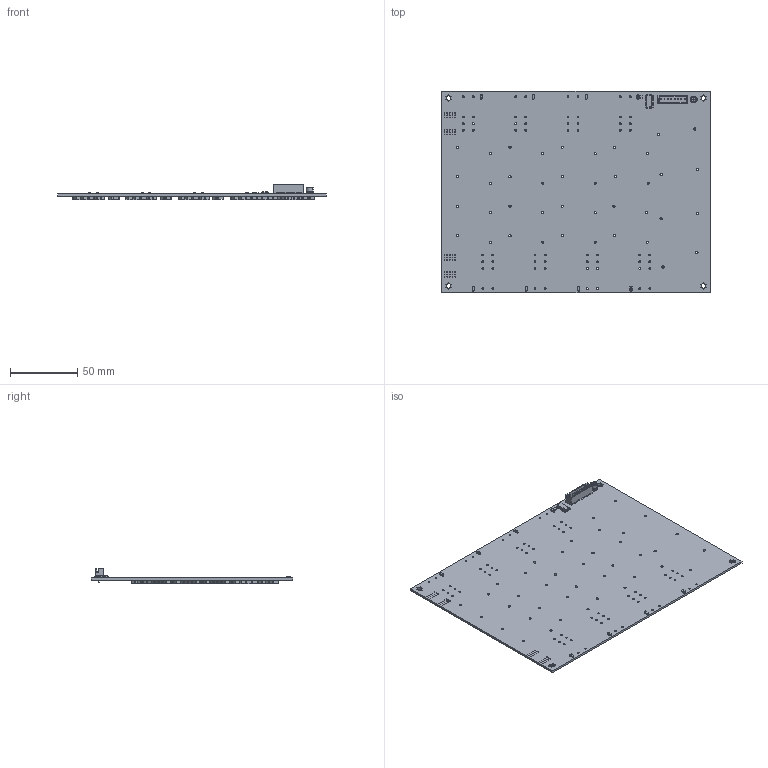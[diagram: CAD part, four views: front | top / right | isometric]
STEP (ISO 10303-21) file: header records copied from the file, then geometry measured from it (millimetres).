
FILE_DESCRIPTION(('KiCad electronic assembly'),'2;1');
FILE_NAME('LPF.step','2020-10-21T01:03:01',('An Author'),('A Company'), 'Open CASCADE STEP processor 6.9','KiCad to STEP converter','Unknown' );
FILE_SCHEMA(('AUTOMOTIVE_DESIGN { 1 0 10303 214 1 1 1 1 }'));
Length unit declared in the file: millimetre
Products named in the file (14): Open CASCADE STEP translator 6.9 1; C_1812; SOLID; SOIC-16_3.9x9.9mm_P1.27mm; JST_XH_B08B-XH-A_08x2.50mm_Straight; D_SOD-123; C_0805; CP_Radial_D5.0mm_P2.50mm; COMPOUND
Assembly tree (185 placements, depth 3):
  Open CASCADE STEP translator 6.9 1
    C_1812  x166
      SOLID
    SOIC-16_3.9x9.9mm_P1.27mm
      SOLID
    JST_XH_B08B-XH-A_08x2.50mm_Straight
      SOLID
    D_SOD-123  x8
      SOLID
    C_0805
      SOLID
    CP_Radial_D5.0mm_P2.50mm
      SOLID
    COMPOUND
Bounding box: 200 x 150 x 11.2 mm (x, y, z)
Volume: 54105.1 mm3; surface area: 74385.4 mm2
Topology: 179 solids, 180 shells, 5982 faces, 15338 edges, 10077 vertices
Faces by surface type: plane 3369, cylinder 2352, bspline 254, revolution 5, torus 2
Full cylindrical faces by diameter (mm): 0.4 x84, 0.5 x2, 0.6 x1, 0.8 x2, 1 x8, 1.3 x64, 1.6 x16, 1.7 x24, 3.5 x4
Entity records: 66674 total; most frequent: CARTESIAN_POINT 11943, DIRECTION 9398, LINE 5549, VECTOR 5549, ORIENTED_EDGE 4732, PCURVE 4732, DEFINITIONAL_REPRESENTATION 4732, EDGE_CURVE 2366
